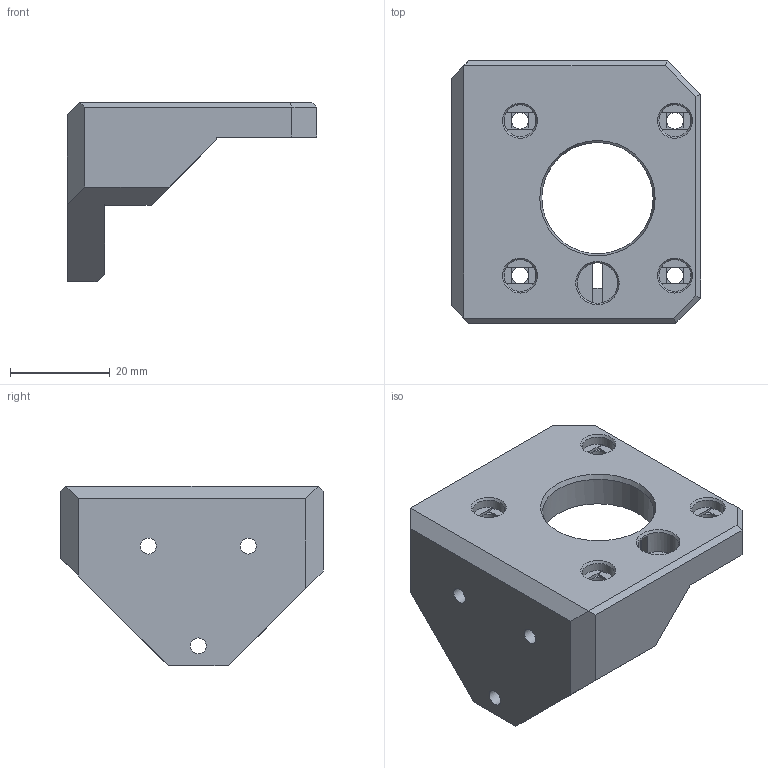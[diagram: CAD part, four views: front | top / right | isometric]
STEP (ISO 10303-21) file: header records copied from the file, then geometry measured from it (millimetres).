
FILE_DESCRIPTION(('FreeCAD Model'),'2;1');
FILE_NAME('Open CASCADE Shape Model','2024-07-17T21:39:37',(''),(''), 'Open CASCADE STEP processor 7.7','FreeCAD','Unknown');
FILE_SCHEMA(('AUTOMOTIVE_DESIGN { 1 0 10303 214 1 1 1 1 }'));
Length unit declared in the file: millimetre
Products named in the file (1): Z-Axis-Bottom_L
Bounding box: 50 x 52.5 x 36 mm (x, y, z)
Volume: 23808.7 mm3; surface area: 9912.3 mm2
Topology: 1 solids, 1 shells, 110 faces, 303 edges, 196 vertices
Faces by surface type: plane 88, cylinder 16, cone 6
Full cylindrical faces by diameter (mm): 3.2 x3, 3.3 x4, 6.1 x2, 6.4 x4, 8.1 x1, 22.3 x1
Entity records: 3542 total; most frequent: CARTESIAN_POINT 615, DIRECTION 606, ORIENTED_EDGE 606, EDGE_CURVE 303, LINE 212, VECTOR 212, AXIS2_PLACEMENT_3D 197, VERTEX_POINT 196
